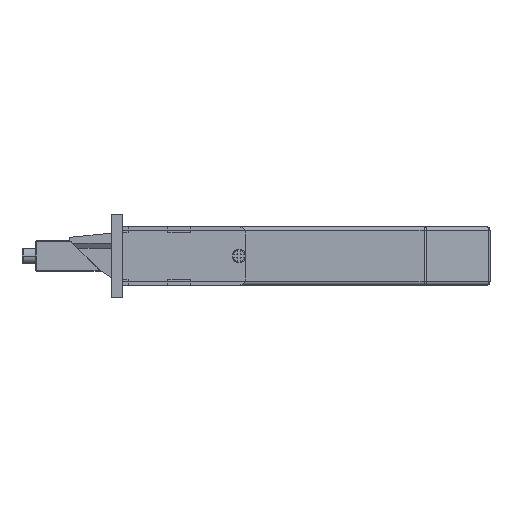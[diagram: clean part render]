
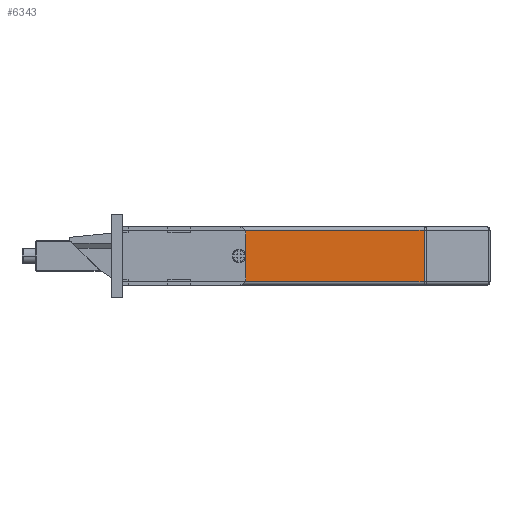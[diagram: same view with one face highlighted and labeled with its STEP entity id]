
A CAD part, front view. The second image highlights one B-rep face of the part: STEP entity #6343.
In plain terms, the highlighted planar face has unit normal (0, -1, 0).
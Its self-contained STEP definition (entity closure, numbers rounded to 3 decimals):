
#108 = DIRECTION ( 'NONE',  ( 0., 0., -1. ) ) ;
#630 = CARTESIAN_POINT ( 'NONE',  ( 93.586, -14.7, -1.75 ) ) ;
#822 = EDGE_CURVE ( 'NONE', #9165, #3711, #4930, .T. ) ;
#1070 = ORIENTED_EDGE ( 'NONE', *, *, #7377, .T. ) ;
#1072 = VERTEX_POINT ( 'NONE', #5404 ) ;
#1170 = DIRECTION ( 'NONE',  ( 0., -1., 0. ) ) ;
#1373 = VERTEX_POINT ( 'NONE', #6684 ) ;
#1999 = ORIENTED_EDGE ( 'NONE', *, *, #6764, .F. ) ;
#2105 = EDGE_CURVE ( 'NONE', #1072, #1373, #3321, .T. ) ;
#2192 = CARTESIAN_POINT ( 'NONE',  ( 14., -14.7, 12.75 ) ) ;
#2309 = VERTEX_POINT ( 'NONE', #9331 ) ;
#2812 = DIRECTION ( 'NONE',  ( 1., 0., 0. ) ) ;
#2922 = FACE_OUTER_BOUND ( 'NONE', #8261, .T. ) ;
#3321 = CIRCLE ( 'NONE', #6733, 1.75 ) ;
#3611 = CARTESIAN_POINT ( 'NONE',  ( 93.586, -14.7, 12.75 ) ) ;
#3711 = VERTEX_POINT ( 'NONE', #3611 ) ;
#4174 = CARTESIAN_POINT ( 'NONE',  ( 44.75, -14.7, 6. ) ) ;
#4365 = VECTOR ( 'NONE', #8309, 1000. ) ;
#4469 = AXIS2_PLACEMENT_3D ( 'NONE', #4174, #7442, #108 ) ;
#4568 = CARTESIAN_POINT ( 'NONE',  ( 14., -14.7, -1.75 ) ) ;
#4621 = PLANE ( 'NONE',  #6878 ) ;
#4643 = EDGE_LOOP ( 'NONE', ( #9756, #5322 ) ) ;
#4930 = LINE ( 'NONE', #630, #6234 ) ;
#5210 = CARTESIAN_POINT ( 'NONE',  ( 94., -14.7, -0.75 ) ) ;
#5322 = ORIENTED_EDGE ( 'NONE', *, *, #2105, .F. ) ;
#5335 = EDGE_CURVE ( 'NONE', #2309, #9165, #9205, .T. ) ;
#5404 = CARTESIAN_POINT ( 'NONE',  ( 44.75, -14.7, 7.75 ) ) ;
#5784 = EDGE_CURVE ( 'NONE', #1373, #1072, #6534, .T. ) ;
#6077 = ORIENTED_EDGE ( 'NONE', *, *, #822, .T. ) ;
#6137 = DIRECTION ( 'NONE',  ( 0., 0., -1. ) ) ;
#6172 = DIRECTION ( 'NONE',  ( 0., -1., 0. ) ) ;
#6234 = VECTOR ( 'NONE', #6295, 1000. ) ;
#6295 = DIRECTION ( 'NONE',  ( 0., 0., 1. ) ) ;
#6343 = ADVANCED_FACE ( 'NONE', ( #7735, #2922 ), #4621, .T. ) ;
#6534 = CIRCLE ( 'NONE', #4469, 1.75 ) ;
#6684 = CARTESIAN_POINT ( 'NONE',  ( 44.75, -14.7, 4.25 ) ) ;
#6733 = AXIS2_PLACEMENT_3D ( 'NONE', #8494, #1170, #6137 ) ;
#6764 = EDGE_CURVE ( 'NONE', #2309, #9944, #7832, .T. ) ;
#6878 = AXIS2_PLACEMENT_3D ( 'NONE', #4568, #6172, #2812 ) ;
#7010 = DIRECTION ( 'NONE',  ( -1., 0., 0. ) ) ;
#7368 = ORIENTED_EDGE ( 'NONE', *, *, #5335, .T. ) ;
#7376 = VECTOR ( 'NONE', #9413, 1000. ) ;
#7377 = EDGE_CURVE ( 'NONE', #3711, #9944, #9562, .T. ) ;
#7442 = DIRECTION ( 'NONE',  ( 0., -1., 0. ) ) ;
#7735 = FACE_BOUND ( 'NONE', #4643, .T. ) ;
#7832 = LINE ( 'NONE', #10058, #7376 ) ;
#8031 = CARTESIAN_POINT ( 'NONE',  ( 14., -14.7, 12.75 ) ) ;
#8261 = EDGE_LOOP ( 'NONE', ( #1999, #7368, #6077, #1070 ) ) ;
#8309 = DIRECTION ( 'NONE',  ( 1., 0., 0. ) ) ;
#8494 = CARTESIAN_POINT ( 'NONE',  ( 44.75, -14.7, 6. ) ) ;
#9165 = VERTEX_POINT ( 'NONE', #10325 ) ;
#9205 = LINE ( 'NONE', #5210, #4365 ) ;
#9331 = CARTESIAN_POINT ( 'NONE',  ( 14., -14.7, -0.75 ) ) ;
#9413 = DIRECTION ( 'NONE',  ( 0., 0., 1. ) ) ;
#9561 = VECTOR ( 'NONE', #7010, 1000. ) ;
#9562 = LINE ( 'NONE', #2192, #9561 ) ;
#9756 = ORIENTED_EDGE ( 'NONE', *, *, #5784, .F. ) ;
#9944 = VERTEX_POINT ( 'NONE', #8031 ) ;
#10058 = CARTESIAN_POINT ( 'NONE',  ( 14., -14.7, -1.75 ) ) ;
#10325 = CARTESIAN_POINT ( 'NONE',  ( 93.586, -14.7, -0.75 ) ) ;
